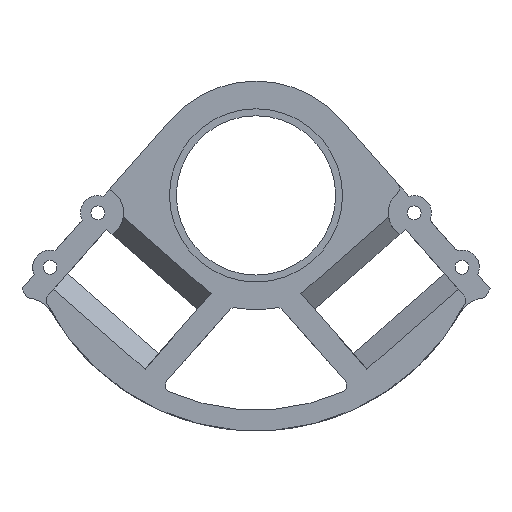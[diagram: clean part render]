
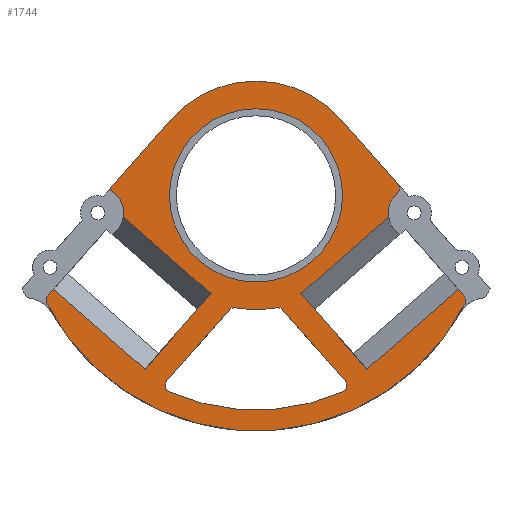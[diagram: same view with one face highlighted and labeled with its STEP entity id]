
A CAD part, front view. The second image highlights one B-rep face of the part: STEP entity #1744.
In plain terms, the highlighted planar face has unit normal (0, -1, 0).
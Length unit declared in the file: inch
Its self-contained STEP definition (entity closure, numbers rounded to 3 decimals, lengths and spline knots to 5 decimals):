
#19=FACE_BOUND('',#531,.T.);
#20=FACE_BOUND('',#532,.T.);
#47=PLANE('',#1870);
#101=LINE('',#2965,#246);
#116=LINE('',#3310,#261);
#117=LINE('',#3312,#262);
#118=LINE('',#3314,#263);
#119=LINE('',#3316,#264);
#120=LINE('',#3322,#265);
#121=LINE('',#3326,#266);
#122=LINE('',#3330,#267);
#123=LINE('',#3332,#268);
#124=LINE('',#3333,#269);
#125=LINE('',#3340,#270);
#126=LINE('',#3348,#271);
#246=VECTOR('',#2069,0.3937);
#261=VECTOR('',#2114,0.3937);
#262=VECTOR('',#2115,0.3937);
#263=VECTOR('',#2116,0.3937);
#264=VECTOR('',#2117,0.3937);
#265=VECTOR('',#2122,0.3937);
#266=VECTOR('',#2125,0.3937);
#267=VECTOR('',#2128,0.3937);
#268=VECTOR('',#2129,0.3937);
#269=VECTOR('',#2130,0.3937);
#270=VECTOR('',#2135,0.3937);
#271=VECTOR('',#2142,0.3937);
#438=FACE_OUTER_BOUND('',#530,.T.);
#530=EDGE_LOOP('',(#1294,#1295,#1296,#1297,#1298,#1299,#1300,#1301,#1302,
#1303,#1304,#1305,#1306,#1307,#1308,#1309,#1310));
#531=EDGE_LOOP('',(#1311,#1312,#1313,#1314,#1315,#1316,#1317,#1318));
#532=EDGE_LOOP('',(#1319));
#636=CIRCLE('',#1849,2.67717);
#641=CIRCLE('',#1858,0.07874);
#647=CIRCLE('',#1871,0.07874);
#648=CIRCLE('',#1872,0.29528);
#649=CIRCLE('',#1873,0.07874);
#650=CIRCLE('',#1874,1.29921);
#651=CIRCLE('',#1875,0.29528);
#652=CIRCLE('',#1876,2.44094);
#653=CIRCLE('',#1877,0.07874);
#654=CIRCLE('',#1878,0.07874);
#655=CIRCLE('',#1879,1.29921);
#656=CIRCLE('',#1880,0.07874);
#657=CIRCLE('',#1881,0.07874);
#658=CIRCLE('',#1882,0.98425);
#770=VERTEX_POINT('',#2899);
#771=VERTEX_POINT('',#2901);
#783=VERTEX_POINT('',#2962);
#784=VERTEX_POINT('',#2964);
#803=VERTEX_POINT('',#3307);
#804=VERTEX_POINT('',#3309);
#805=VERTEX_POINT('',#3311);
#806=VERTEX_POINT('',#3313);
#807=VERTEX_POINT('',#3315);
#808=VERTEX_POINT('',#3317);
#809=VERTEX_POINT('',#3319);
#810=VERTEX_POINT('',#3321);
#811=VERTEX_POINT('',#3323);
#812=VERTEX_POINT('',#3325);
#813=VERTEX_POINT('',#3327);
#814=VERTEX_POINT('',#3329);
#815=VERTEX_POINT('',#3331);
#816=VERTEX_POINT('',#3334);
#817=VERTEX_POINT('',#3335);
#818=VERTEX_POINT('',#3337);
#819=VERTEX_POINT('',#3339);
#820=VERTEX_POINT('',#3341);
#821=VERTEX_POINT('',#3343);
#822=VERTEX_POINT('',#3345);
#823=VERTEX_POINT('',#3347);
#824=VERTEX_POINT('',#3350);
#947=EDGE_CURVE('',#771,#770,#636,.T.);
#964=EDGE_CURVE('',#784,#783,#101,.T.);
#968=EDGE_CURVE('',#771,#783,#641,.T.);
#994=EDGE_CURVE('',#803,#770,#647,.T.);
#995=EDGE_CURVE('',#803,#804,#116,.T.);
#996=EDGE_CURVE('',#805,#804,#117,.T.);
#997=EDGE_CURVE('',#805,#806,#118,.T.);
#998=EDGE_CURVE('',#807,#806,#119,.T.);
#999=EDGE_CURVE('',#807,#808,#648,.T.);
#1000=EDGE_CURVE('',#809,#808,#649,.T.);
#1001=EDGE_CURVE('',#809,#810,#120,.T.);
#1002=EDGE_CURVE('',#810,#811,#650,.T.);
#1003=EDGE_CURVE('',#811,#812,#121,.T.);
#1004=EDGE_CURVE('',#812,#813,#651,.T.);
#1005=EDGE_CURVE('',#814,#813,#122,.T.);
#1006=EDGE_CURVE('',#814,#815,#123,.T.);
#1007=EDGE_CURVE('',#784,#815,#124,.T.);
#1008=EDGE_CURVE('',#816,#817,#652,.T.);
#1009=EDGE_CURVE('',#818,#817,#653,.T.);
#1010=EDGE_CURVE('',#818,#819,#125,.T.);
#1011=EDGE_CURVE('',#820,#819,#654,.T.);
#1012=EDGE_CURVE('',#820,#821,#655,.T.);
#1013=EDGE_CURVE('',#822,#821,#656,.T.);
#1014=EDGE_CURVE('',#822,#823,#126,.T.);
#1015=EDGE_CURVE('',#816,#823,#657,.T.);
#1016=EDGE_CURVE('',#824,#824,#658,.T.);
#1294=ORIENTED_EDGE('',*,*,#968,.F.);
#1295=ORIENTED_EDGE('',*,*,#947,.T.);
#1296=ORIENTED_EDGE('',*,*,#994,.F.);
#1297=ORIENTED_EDGE('',*,*,#995,.T.);
#1298=ORIENTED_EDGE('',*,*,#996,.F.);
#1299=ORIENTED_EDGE('',*,*,#997,.T.);
#1300=ORIENTED_EDGE('',*,*,#998,.F.);
#1301=ORIENTED_EDGE('',*,*,#999,.T.);
#1302=ORIENTED_EDGE('',*,*,#1000,.F.);
#1303=ORIENTED_EDGE('',*,*,#1001,.T.);
#1304=ORIENTED_EDGE('',*,*,#1002,.T.);
#1305=ORIENTED_EDGE('',*,*,#1003,.T.);
#1306=ORIENTED_EDGE('',*,*,#1004,.T.);
#1307=ORIENTED_EDGE('',*,*,#1005,.F.);
#1308=ORIENTED_EDGE('',*,*,#1006,.T.);
#1309=ORIENTED_EDGE('',*,*,#1007,.F.);
#1310=ORIENTED_EDGE('',*,*,#964,.T.);
#1311=ORIENTED_EDGE('',*,*,#1008,.T.);
#1312=ORIENTED_EDGE('',*,*,#1009,.F.);
#1313=ORIENTED_EDGE('',*,*,#1010,.T.);
#1314=ORIENTED_EDGE('',*,*,#1011,.F.);
#1315=ORIENTED_EDGE('',*,*,#1012,.T.);
#1316=ORIENTED_EDGE('',*,*,#1013,.F.);
#1317=ORIENTED_EDGE('',*,*,#1014,.T.);
#1318=ORIENTED_EDGE('',*,*,#1015,.F.);
#1319=ORIENTED_EDGE('',*,*,#1016,.T.);
#1744=ADVANCED_FACE('',(#438,#19,#20),#47,.F.);
#1849=AXIS2_PLACEMENT_3D('',#2902,#2044,#2045);
#1858=AXIS2_PLACEMENT_3D('',#2972,#2075,#2076);
#1870=AXIS2_PLACEMENT_3D('',#3306,#2110,#2111);
#1871=AXIS2_PLACEMENT_3D('',#3308,#2112,#2113);
#1872=AXIS2_PLACEMENT_3D('',#3318,#2118,#2119);
#1873=AXIS2_PLACEMENT_3D('',#3320,#2120,#2121);
#1874=AXIS2_PLACEMENT_3D('',#3324,#2123,#2124);
#1875=AXIS2_PLACEMENT_3D('',#3328,#2126,#2127);
#1876=AXIS2_PLACEMENT_3D('',#3336,#2131,#2132);
#1877=AXIS2_PLACEMENT_3D('',#3338,#2133,#2134);
#1878=AXIS2_PLACEMENT_3D('',#3342,#2136,#2137);
#1879=AXIS2_PLACEMENT_3D('',#3344,#2138,#2139);
#1880=AXIS2_PLACEMENT_3D('',#3346,#2140,#2141);
#1881=AXIS2_PLACEMENT_3D('',#3349,#2143,#2144);
#1882=AXIS2_PLACEMENT_3D('',#3351,#2145,#2146);
#2044=DIRECTION('center_axis',(0.,-1.,0.));
#2045=DIRECTION('ref_axis',(0.944,0.,0.33));
#2069=DIRECTION('',(-0.66,0.,-0.752));
#2075=DIRECTION('center_axis',(0.,1.,0.));
#2076=DIRECTION('ref_axis',(-0.993,0.,0.121));
#2110=DIRECTION('center_axis',(0.,1.,0.));
#2111=DIRECTION('ref_axis',(0.,0.,1.));
#2112=DIRECTION('center_axis',(0.,1.,0.));
#2113=DIRECTION('ref_axis',(0.993,0.,0.121));
#2114=DIRECTION('',(-0.66,0.,0.752));
#2115=DIRECTION('',(0.752,0.,0.66));
#2116=DIRECTION('',(-0.66,0.,0.752));
#2117=DIRECTION('',(-0.752,0.,-0.66));
#2118=DIRECTION('center_axis',(0.,1.,0.));
#2119=DIRECTION('ref_axis',(1.,0.,0.));
#2120=DIRECTION('center_axis',(0.,1.,0.));
#2121=DIRECTION('ref_axis',(0.998,0.,-0.065));
#2122=DIRECTION('',(-0.66,0.,0.752));
#2123=DIRECTION('center_axis',(0.,-1.,0.));
#2124=DIRECTION('ref_axis',(-1.,0.,0.));
#2125=DIRECTION('',(-0.66,0.,-0.752));
#2126=DIRECTION('center_axis',(0.,1.,0.));
#2127=DIRECTION('ref_axis',(-1.,0.,0.));
#2128=DIRECTION('',(-0.752,0.,0.66));
#2129=DIRECTION('',(-0.66,0.,-0.752));
#2130=DIRECTION('',(0.752,0.,-0.66));
#2131=DIRECTION('center_axis',(0.,1.,0.));
#2132=DIRECTION('ref_axis',(0.443,0.,-0.896));
#2133=DIRECTION('center_axis',(0.,-1.,0.));
#2134=DIRECTION('ref_axis',(-0.976,0.,-0.216));
#2135=DIRECTION('',(0.66,0.,0.752));
#2136=DIRECTION('center_axis',(0.,-1.,0.));
#2137=DIRECTION('ref_axis',(-0.329,0.,0.944));
#2138=DIRECTION('center_axis',(0.,-1.,0.));
#2139=DIRECTION('ref_axis',(0.212,0.,0.977));
#2140=DIRECTION('center_axis',(0.,-1.,0.));
#2141=DIRECTION('ref_axis',(0.329,0.,0.944));
#2142=DIRECTION('',(0.66,0.,-0.752));
#2143=DIRECTION('center_axis',(0.,-1.,0.));
#2144=DIRECTION('ref_axis',(0.976,0.,-0.216));
#2145=DIRECTION('center_axis',(0.,1.,0.));
#2146=DIRECTION('ref_axis',(-1.,0.,0.));
#2899=CARTESIAN_POINT('',(2.37664,-0.63386,-1.2324));
#2901=CARTESIAN_POINT('',(-2.37664,-0.63386,-1.2324));
#2902=CARTESIAN_POINT('Origin',(0.,-0.63386,0.));
#2962=CARTESIAN_POINT('',(-2.36592,-0.63386,-1.14421));
#2964=CARTESIAN_POINT('',(-2.29746,-0.63386,-1.0662));
#2965=CARTESIAN_POINT('',(-1.45312,-0.63386,-0.10401));
#2972=CARTESIAN_POINT('Origin',(-2.30674,-0.63386,-1.19615));
#3306=CARTESIAN_POINT('Origin',(0.,-0.63386,-0.68898));
#3307=CARTESIAN_POINT('',(2.36592,-0.63386,-1.14421));
#3308=CARTESIAN_POINT('Origin',(2.30674,-0.63386,-1.19615));
#3309=CARTESIAN_POINT('',(2.29746,-0.63386,-1.0662));
#3310=CARTESIAN_POINT('',(1.45312,-0.63386,-0.10401));
#3311=CARTESIAN_POINT('',(1.26174,-0.63386,-1.97506));
#3312=CARTESIAN_POINT('',(1.22412,-0.63386,-2.00807));
#3313=CARTESIAN_POINT('',(0.51053,-0.63386,-1.119));
#3314=CARTESIAN_POINT('',(0.37079,-0.63386,-0.95975));
#3315=CARTESIAN_POINT('',(1.50647,-0.63386,-0.24504));
#3316=CARTESIAN_POINT('',(0.99077,-0.63386,-0.69758));
#3317=CARTESIAN_POINT('',(1.60332,-0.63386,0.02328));
#3318=CARTESIAN_POINT('Origin',(1.79808,-0.63386,-0.19866));
#3319=CARTESIAN_POINT('',(1.61057,-0.63386,0.1344));
#3320=CARTESIAN_POINT('Origin',(1.55139,-0.63386,0.08246));
#3321=CARTESIAN_POINT('',(0.97654,-0.63386,0.85693));
#3322=CARTESIAN_POINT('',(0.97654,-0.63386,0.85693));
#3323=CARTESIAN_POINT('',(-0.97654,-0.63386,0.85693));
#3324=CARTESIAN_POINT('Origin',(0.,-0.63386,0.));
#3325=CARTESIAN_POINT('',(-1.66956,-0.63386,0.06718));
#3326=CARTESIAN_POINT('',(-2.66018,-0.63386,-1.06172));
#3327=CARTESIAN_POINT('',(-1.50647,-0.63386,-0.24504));
#3328=CARTESIAN_POINT('Origin',(-1.79808,-0.63386,-0.19866));
#3329=CARTESIAN_POINT('',(-0.51053,-0.63386,-1.119));
#3330=CARTESIAN_POINT('',(-0.99077,-0.63386,-0.69758));
#3331=CARTESIAN_POINT('',(-1.26174,-0.63386,-1.97506));
#3332=CARTESIAN_POINT('',(-0.37079,-0.63386,-0.95975));
#3333=CARTESIAN_POINT('',(-1.22412,-0.63386,-2.00807));
#3334=CARTESIAN_POINT('',(0.98542,-0.63386,-2.2332));
#3335=CARTESIAN_POINT('',(-0.98542,-0.63386,-2.2332));
#3336=CARTESIAN_POINT('Origin',(0.,-0.63386,0.));
#3337=CARTESIAN_POINT('',(-1.01281,-0.63386,-2.10922));
#3338=CARTESIAN_POINT('Origin',(-0.95363,-0.63386,-2.16116));
#3339=CARTESIAN_POINT('',(-0.30599,-0.63386,-1.30374));
#3340=CARTESIAN_POINT('',(-0.47504,-0.63386,-1.49638));
#3341=CARTESIAN_POINT('',(-0.2327,-0.63386,-1.2782));
#3342=CARTESIAN_POINT('Origin',(-0.2468,-0.63386,-1.35567));
#3343=CARTESIAN_POINT('',(0.2327,-0.63386,-1.2782));
#3344=CARTESIAN_POINT('Origin',(0.,-0.63386,0.));
#3345=CARTESIAN_POINT('',(0.30599,-0.63386,-1.30374));
#3346=CARTESIAN_POINT('Origin',(0.2468,-0.63386,-1.35567));
#3347=CARTESIAN_POINT('',(1.01281,-0.63386,-2.10922));
#3348=CARTESIAN_POINT('',(0.47504,-0.63386,-1.49638));
#3349=CARTESIAN_POINT('Origin',(0.95363,-0.63386,-2.16116));
#3350=CARTESIAN_POINT('',(0.98425,-0.63386,0.));
#3351=CARTESIAN_POINT('Origin',(0.,-0.63386,0.));
